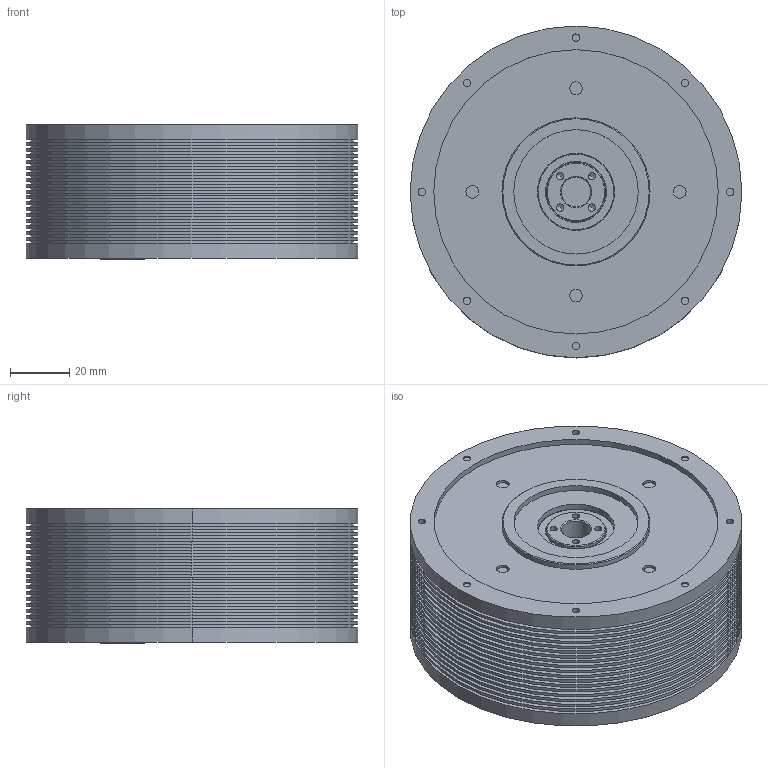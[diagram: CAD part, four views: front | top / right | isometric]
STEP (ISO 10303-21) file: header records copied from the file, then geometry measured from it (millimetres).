
FILE_DESCRIPTION (( 'STEP AP214' ), '1' );
FILE_NAME ('BA112E.STEP', '2023-07-25T07:35:40', ( '821079794744' ), ( '' ), 'SwSTEP 2.0', 'SolidWorks 2018', '' );
FILE_SCHEMA (( 'AUTOMOTIVE_DESIGN' ));
Length unit declared in the file: millimetre
Products named in the file (1): BA112E
Bounding box: 112 x 112 x 45.3 mm (x, y, z)
Volume: 416176.9 mm3; surface area: 59644.9 mm2
Topology: 1 solids, 5 shells, 532 faces, 1176 edges, 733 vertices
Faces by surface type: plane 251, cylinder 195, cone 66, bspline 12, torus 8
Entity records: 20351 total; most frequent: CARTESIAN_POINT 2916, DIRECTION 2614, ORIENTED_EDGE 2320, EDGE_CURVE 1160, AXIS2_PLACEMENT_3D 999, VERTEX_POINT 733, EDGE_LOOP 635, LINE 616
